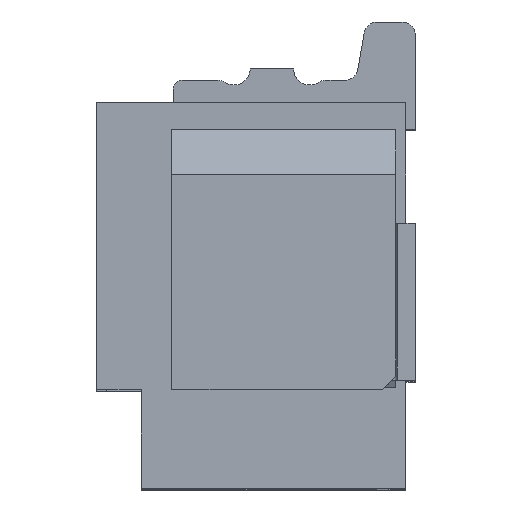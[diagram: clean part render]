
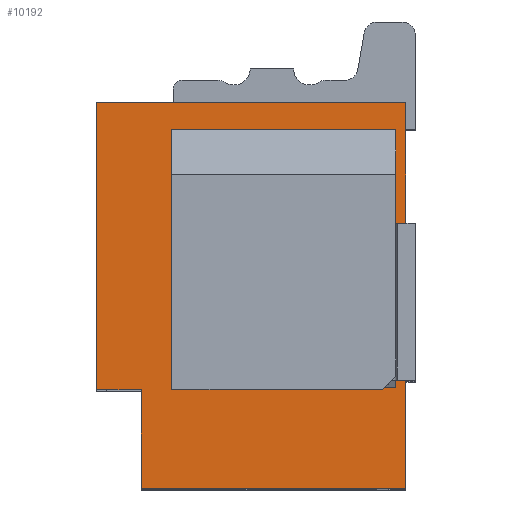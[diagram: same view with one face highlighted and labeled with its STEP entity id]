
A CAD part, top view. The second image highlights one B-rep face of the part: STEP entity #10192.
In plain terms, the highlighted planar face has unit normal (0, 0, 1).
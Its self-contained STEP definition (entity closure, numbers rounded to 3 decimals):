
#141=DIRECTION('',(0.,-1.,0.));
#142=VECTOR('',#141,3.2);
#143=CARTESIAN_POINT('',(-73.809,104.408,22.262));
#144=LINE('',#143,#142);
#961=DIRECTION('',(1.,0.,0.));
#962=VECTOR('',#961,2.95);
#963=CARTESIAN_POINT('',(-73.309,100.108,22.262));
#964=LINE('',#963,#962);
#1073=DIRECTION('',(0.,-1.,0.));
#1074=VECTOR('',#1073,1.1);
#1075=CARTESIAN_POINT('',(-73.309,101.208,22.262));
#1076=LINE('',#1075,#1074);
#1077=DIRECTION('',(1.,0.,0.));
#1078=VECTOR('',#1077,0.5);
#1079=CARTESIAN_POINT('',(-73.809,101.208,22.262));
#1080=LINE('',#1079,#1078);
#1101=DIRECTION('',(1.,0.,0.));
#1102=VECTOR('',#1101,2.5);
#1103=CARTESIAN_POINT('',(-72.969,101.235,22.262));
#1104=LINE('',#1103,#1102);
#1105=DIRECTION('',(0.,1.,0.));
#1106=VECTOR('',#1105,2.873);
#1107=CARTESIAN_POINT('',(-70.469,101.235,22.262));
#1108=LINE('',#1107,#1106);
#1109=DIRECTION('',(0.,-1.,0.));
#1110=VECTOR('',#1109,2.873);
#1111=CARTESIAN_POINT('',(-72.969,104.108,22.262));
#1112=LINE('',#1111,#1110);
#1121=DIRECTION('',(-1.,0.,0.));
#1122=VECTOR('',#1121,3.45);
#1123=CARTESIAN_POINT('',(-70.359,104.408,22.262));
#1124=LINE('',#1123,#1122);
#1767=DIRECTION('',(0.,1.,0.));
#1768=VECTOR('',#1767,4.3);
#1769=CARTESIAN_POINT('',(-70.359,100.108,22.262));
#1770=LINE('',#1769,#1768);
#1811=DIRECTION('',(1.,0.,0.));
#1812=VECTOR('',#1811,2.5);
#1813=CARTESIAN_POINT('',(-72.969,104.108,22.262));
#1814=LINE('',#1813,#1812);
#6681=CARTESIAN_POINT('',(-73.809,104.408,22.262));
#6682=VERTEX_POINT('',#6681);
#6683=CARTESIAN_POINT('',(-73.809,101.208,22.262));
#6684=VERTEX_POINT('',#6683);
#6757=CARTESIAN_POINT('',(-73.309,100.108,22.262));
#6758=VERTEX_POINT('',#6757);
#6759=CARTESIAN_POINT('',(-70.359,100.108,22.262));
#6760=VERTEX_POINT('',#6759);
#7001=CARTESIAN_POINT('',(-70.359,104.408,22.262));
#7002=VERTEX_POINT('',#7001);
#7003=CARTESIAN_POINT('',(-73.309,101.208,22.262));
#7004=VERTEX_POINT('',#7003);
#7005=CARTESIAN_POINT('',(-72.969,101.235,22.262));
#7006=CARTESIAN_POINT('',(-70.469,101.235,22.262));
#7007=VERTEX_POINT('',#7005);
#7008=VERTEX_POINT('',#7006);
#7009=CARTESIAN_POINT('',(-70.469,104.108,22.262));
#7010=VERTEX_POINT('',#7009);
#7011=CARTESIAN_POINT('',(-72.969,104.108,22.262));
#7012=VERTEX_POINT('',#7011);
#10167=CARTESIAN_POINT('',(-72.084,102.258,22.262));
#10168=DIRECTION('',(0.,0.,1.));
#10169=DIRECTION('',(-1.,0.,0.));
#10170=AXIS2_PLACEMENT_3D('',#10167,#10168,#10169);
#10171=PLANE('',#10170);
#10172=ORIENTED_EDGE('',*,*,#9984,.F.);
#10173=ORIENTED_EDGE('',*,*,#10118,.F.);
#10174=ORIENTED_EDGE('',*,*,#10133,.F.);
#10175=ORIENTED_EDGE('',*,*,#8866,.F.);
#10177=ORIENTED_EDGE('',*,*,#10176,.F.);
#10179=ORIENTED_EDGE('',*,*,#10178,.F.);
#10180=EDGE_LOOP('',(#10172,#10173,#10174,#10175,#10177,#10179));
#10181=FACE_OUTER_BOUND('',#10180,.F.);
#10183=ORIENTED_EDGE('',*,*,#10182,.T.);
#10185=ORIENTED_EDGE('',*,*,#10184,.T.);
#10187=ORIENTED_EDGE('',*,*,#10186,.F.);
#10189=ORIENTED_EDGE('',*,*,#10188,.T.);
#10190=EDGE_LOOP('',(#10183,#10185,#10187,#10189));
#10191=FACE_BOUND('',#10190,.F.);
#8866=EDGE_CURVE('',#6682,#6684,#144,.T.);
#9984=EDGE_CURVE('',#6758,#6760,#964,.T.);
#10118=EDGE_CURVE('',#7004,#6758,#1076,.T.);
#10133=EDGE_CURVE('',#6684,#7004,#1080,.T.);
#10176=EDGE_CURVE('',#7002,#6682,#1124,.T.);
#10178=EDGE_CURVE('',#6760,#7002,#1770,.T.);
#10182=EDGE_CURVE('',#7007,#7008,#1104,.T.);
#10184=EDGE_CURVE('',#7008,#7010,#1108,.T.);
#10186=EDGE_CURVE('',#7012,#7010,#1814,.T.);
#10188=EDGE_CURVE('',#7012,#7007,#1112,.T.);
#10192=ADVANCED_FACE('',(#10181,#10191),#10171,.T.);
